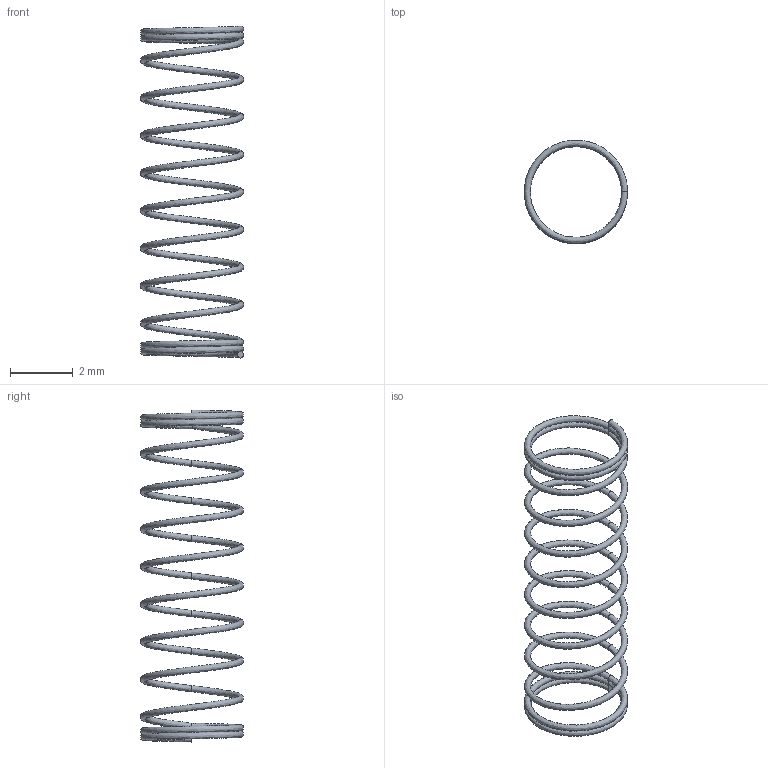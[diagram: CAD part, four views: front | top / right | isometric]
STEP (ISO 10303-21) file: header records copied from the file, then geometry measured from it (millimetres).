
FILE_DESCRIPTION(('FreeCAD Model'),'2;1');
FILE_NAME('Open CASCADE Shape Model','2023-05-17T01:22:00',(''),(''), 'Open CASCADE STEP processor 7.6','FreeCAD','Unknown');
FILE_SCHEMA(('AUTOMOTIVE_DESIGN { 1 0 10303 214 1 1 1 1 }'));
Length unit declared in the file: millimetre
Products named in the file (1): spring
Bounding box: 3.3 x 3.3 x 10.6 mm (x, y, z)
Volume: 3.7 mm3; surface area: 73.7 mm2
Topology: 1 solids, 1 shells, 14 faces, 25 edges, 13 vertices
Faces by surface type: bspline 12, plane 2
Entity records: 3914 total; most frequent: CARTESIAN_POINT 3731, ORIENTED_EDGE 50, EDGE_CURVE 25, DIRECTION 14, ADVANCED_FACE 14, FACE_BOUND 14, EDGE_LOOP 14, VERTEX_POINT 13
